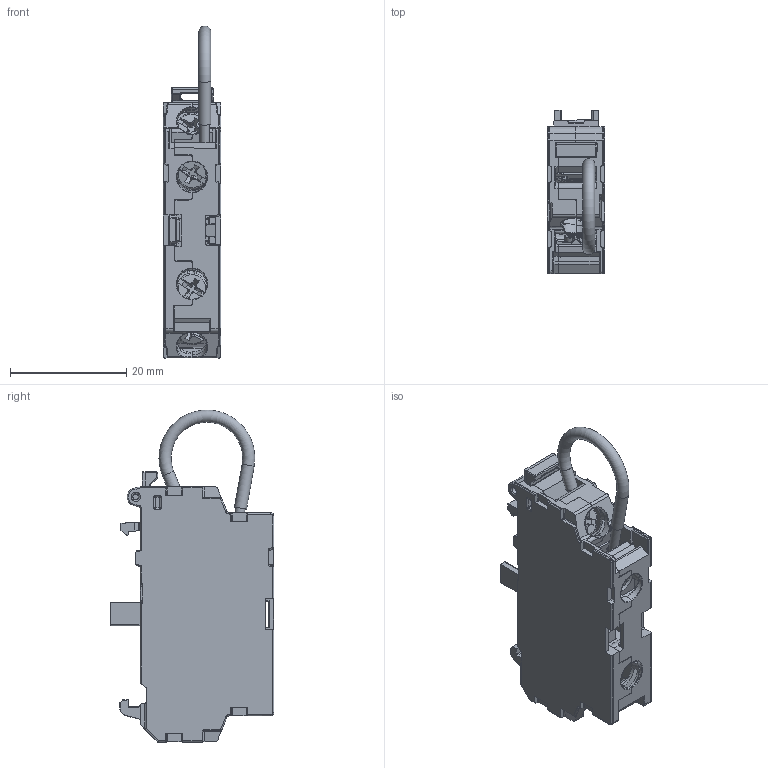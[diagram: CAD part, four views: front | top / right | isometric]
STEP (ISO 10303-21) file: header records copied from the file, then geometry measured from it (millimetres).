
FILE_DESCRIPTION(/* description */ (''),/* implementation_level */ '2;1');
FILE_NAME(/* name */ 'FILE_STP_CAD_DRAWING_3D_LPXC11_LPXC01M_prt.stp',/* time_stamp */ '2023-11-20T08:05:48+01:00',/* author */ (''),/* organization */ (''),/* preprocessor_version */ 'ST-DEVELOPER v16.7',/* originating_system */ 'SIEMENS PLM Software NX 12.0',/* authorisation */ '');
FILE_SCHEMA (('AUTOMOTIVE_DESIGN { 1 0 10303 214 3 1 1 1 }'));
Length unit declared in the file: millimetre
Products named in the file (3): LPXC11_LPXC01M__; 3D_40602221; 3D_LPXC11_LPXC01M
Assembly tree (2 placements, depth 2):
  3D_LPXC11_LPXC01M
    3D_40602221
    LPXC11_LPXC01M__
Bounding box: 9.9 x 28.2 x 57.23 mm (x, y, z)
Surface area: 6971.9 mm2 (no closed solid volume)
Topology: 0 solids, 44 shells, 1480 faces, 5345 edges, 3827 vertices
Faces by surface type: plane 744, cylinder 425, bspline 184, torus 59, cone 35, sphere 32, extrusion 1
Full cylindrical faces by diameter (mm): 0.255 x1, 0.445 x1, 1 x2, 1.05 x2, 1.65 x2, 2.1 x2, 2.6 x5, 2.8 x1
Entity records: 138338 total; most frequent: CARTESIAN_POINT 94668, DIRECTION 8542, ORIENTED_EDGE 8400, EDGE_CURVE 5266, VERTEX_POINT 3805, VECTOR 3154, LINE 3153, AXIS2_PLACEMENT_3D 2694
